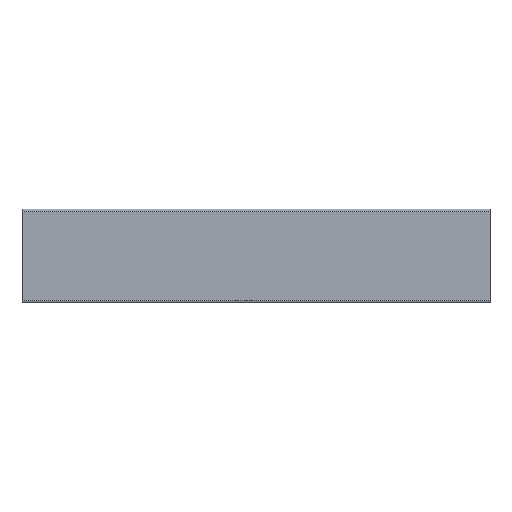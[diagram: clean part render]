
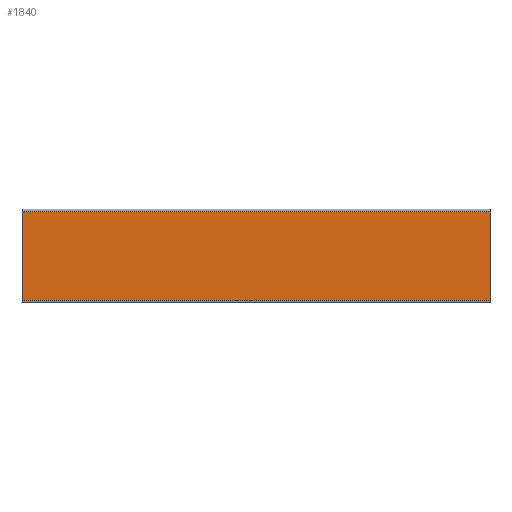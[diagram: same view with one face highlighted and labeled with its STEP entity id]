
A CAD part, top view. The second image highlights one B-rep face of the part: STEP entity #1840.
In plain terms, the highlighted planar face has unit normal (0, 0, 1).
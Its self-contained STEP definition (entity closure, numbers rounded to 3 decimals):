
#1 = LINE ( 'NONE', #835, #2062 ) ;
#39 = DIRECTION ( 'NONE',  ( 1., 0., 0. ) ) ;
#123 = DIRECTION ( 'NONE',  ( 0., -1., 0. ) ) ;
#139 = CARTESIAN_POINT ( 'NONE',  ( -500., -100., 0. ) ) ;
#181 = VECTOR ( 'NONE', #1270, 1000. ) ;
#205 = VECTOR ( 'NONE', #1659, 1000. ) ;
#216 = CARTESIAN_POINT ( 'NONE',  ( 500., 96., 0. ) ) ;
#241 = LINE ( 'NONE', #830, #205 ) ;
#497 = FACE_OUTER_BOUND ( 'NONE', #1137, .T. ) ;
#513 = EDGE_CURVE ( 'NONE', #1181, #1676, #241, .T. ) ;
#680 = PLANE ( 'NONE',  #1871 ) ;
#706 = CARTESIAN_POINT ( 'NONE',  ( 500., -96., 0. ) ) ;
#830 = CARTESIAN_POINT ( 'NONE',  ( 500., -100., 0. ) ) ;
#835 = CARTESIAN_POINT ( 'NONE',  ( -500., -96., 0. ) ) ;
#892 = CARTESIAN_POINT ( 'NONE',  ( 500., 96., 0. ) ) ;
#1137 = EDGE_LOOP ( 'NONE', ( #1463, #2486, #1915, #2663 ) ) ;
#1140 = CARTESIAN_POINT ( 'NONE',  ( 0., 0., 0. ) ) ;
#1160 = CARTESIAN_POINT ( 'NONE',  ( -500., -96., 0. ) ) ;
#1181 = VERTEX_POINT ( 'NONE', #706 ) ;
#1270 = DIRECTION ( 'NONE',  ( -1., 0., 0. ) ) ;
#1463 = ORIENTED_EDGE ( 'NONE', *, *, #2193, .T. ) ;
#1527 = CARTESIAN_POINT ( 'NONE',  ( -500., 96., 0. ) ) ;
#1550 = DIRECTION ( 'NONE',  ( -1., 0., 0. ) ) ;
#1563 = EDGE_CURVE ( 'NONE', #2442, #1613, #2452, .T. ) ;
#1613 = VERTEX_POINT ( 'NONE', #1160 ) ;
#1659 = DIRECTION ( 'NONE',  ( 0., 1., 0. ) ) ;
#1676 = VERTEX_POINT ( 'NONE', #216 ) ;
#1840 = ADVANCED_FACE ( 'NONE', ( #497 ), #680, .F. ) ;
#1869 = VECTOR ( 'NONE', #123, 1000. ) ;
#1871 = AXIS2_PLACEMENT_3D ( 'NONE', #1140, #2194, #1550 ) ;
#1915 = ORIENTED_EDGE ( 'NONE', *, *, #2233, .T. ) ;
#2062 = VECTOR ( 'NONE', #39, 1000. ) ;
#2193 = EDGE_CURVE ( 'NONE', #1676, #2442, #2317, .T. ) ;
#2194 = DIRECTION ( 'NONE',  ( 0., 0., -1. ) ) ;
#2233 = EDGE_CURVE ( 'NONE', #1613, #1181, #1, .T. ) ;
#2317 = LINE ( 'NONE', #892, #181 ) ;
#2442 = VERTEX_POINT ( 'NONE', #1527 ) ;
#2452 = LINE ( 'NONE', #139, #1869 ) ;
#2486 = ORIENTED_EDGE ( 'NONE', *, *, #1563, .T. ) ;
#2663 = ORIENTED_EDGE ( 'NONE', *, *, #513, .T. ) ;
